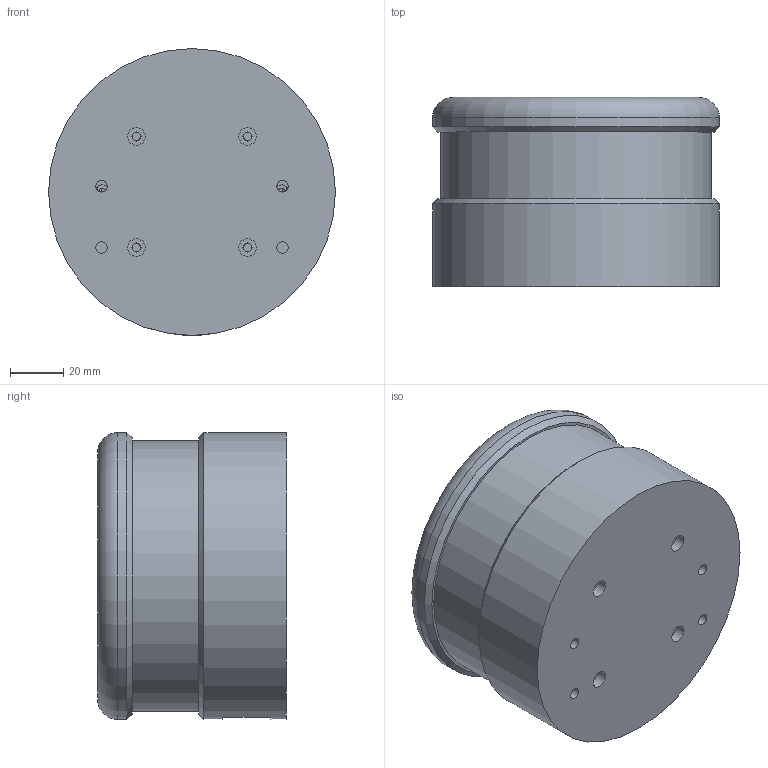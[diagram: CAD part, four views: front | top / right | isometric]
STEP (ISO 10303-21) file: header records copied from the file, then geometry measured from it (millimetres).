
FILE_DESCRIPTION(/* description */ (''),/* implementation_level */ '2;1');
FILE_NAME(/* name */ 'LidarEnclosure_STEP.step',/* time_stamp */ '2020-05-12T15:59:01-04:00',/* author */ (''),/* organization */ (''),/* preprocessor_version */ 'ST-DEVELOPER v18.1',/* originating_system */ 'Autodesk Translation Framework v9.2.0.1227',/* authorisation */ '');
FILE_SCHEMA (('AUTOMOTIVE_DESIGN { 1 0 10303 214 3 1 1 }'));
Length unit declared in the file: millimetre
Products named in the file (16): LidarEnclosure; Lidar Enclosure Base; Lidar Enclosure Lid; rplidar-a2m4-r1; rplidar-a2m4-r1_1; RPLIDAR A2; µ×¸Ç; ±àÂë³ÝÍâ¿Ç; Ðý×ªÆ½Ì¨; LENS_1; KEY_1; BAT_COVER_19; ·â¸Ç; ¼¤¹â·¢ÉäÍ·; ¾µÍ·; AcrylicTube
Assembly tree (15 placements, depth 5):
  LidarEnclosure
    Lidar Enclosure Base
    Lidar Enclosure Lid
    rplidar-a2m4-r1
      rplidar-a2m4-r1_1
        RPLIDAR A2
          µ×¸Ç
          ±àÂë³ÝÍâ¿Ç
          Ðý×ªÆ½Ì¨
          LENS_1
          KEY_1
          BAT_COVER_19
          ·â¸Ç
          ¼¤¹â·¢ÉäÍ·
          ¾µÍ·
    AcrylicTube
Bounding box: 107.75 x 71 x 107.75 mm (x, y, z)
Volume: 311067.9 mm3; surface area: 143151.9 mm2
Topology: 12 solids, 12 shells, 564 faces, 1523 edges, 1044 vertices
Faces by surface type: plane 331, cylinder 156, bspline 38, cone 27, torus 11, sphere 1
Full cylindrical faces by diameter (mm): 1.6 x2, 2 x6, 2.2 x2, 2.6 x1, 2.7 x6, 3.2 x4, 3.4 x4, 4 x2, 4.2 x2, 4.3 x4, 4.5 x2, 5.422 x1, 6 x3, 6.3 x1, 6.5 x6, 8 x4, 8.5 x1, 9 x4, 12.2 x1, 13 x1, 14 x1, 14.5 x1, 33 x1, 39 x1, 57 x1, 64 x1, 65.5 x1, 67.9 x1, 68 x1, 69.5 x2
Entity records: 24008 total; most frequent: CARTESIAN_POINT 8372, DIRECTION 3089, ORIENTED_EDGE 3044, EDGE_CURVE 1522, AXIS2_PLACEMENT_3D 1120, VERTEX_POINT 1044, LINE 849, VECTOR 849
